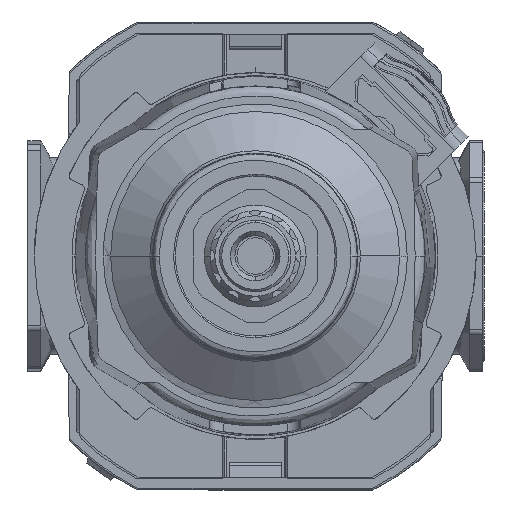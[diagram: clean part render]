
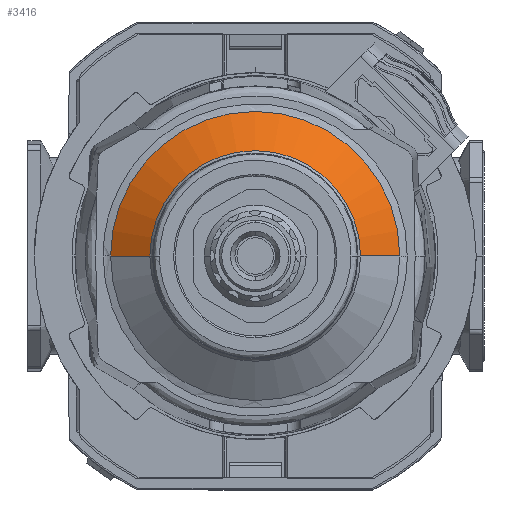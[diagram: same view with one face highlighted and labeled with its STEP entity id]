
A CAD part, front view. The second image highlights one B-rep face of the part: STEP entity #3416.
In plain terms, the highlighted conical face has half-angle 54.996 degrees and reference radius 22.24 mm.
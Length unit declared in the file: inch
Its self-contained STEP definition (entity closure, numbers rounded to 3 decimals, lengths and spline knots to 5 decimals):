
#2161 = EDGE_CURVE ( 'NONE', #2659, #6519, #30504, .T. ) ;
#2659 = VERTEX_POINT ( 'NONE', #35542 ) ;
#2833 = CARTESIAN_POINT ( 'NONE',  ( 0.87558, -4.11661, 0. ) ) ;
#3048 = ORIENTED_EDGE ( 'NONE', *, *, #33161, .T. ) ;
#3416 = ADVANCED_FACE ( 'NONE', ( #22391 ), #14245, .T. ) ;
#4269 = DIRECTION ( 'NONE',  ( 0., -1., 0. ) ) ;
#4730 = DIRECTION ( 'NONE',  ( -0.819, 0.574, 0. ) ) ;
#5697 = DIRECTION ( 'NONE',  ( -1., 0., 0. ) ) ;
#5946 = DIRECTION ( 'NONE',  ( 0., 1., 0. ) ) ;
#6479 = LINE ( 'NONE', #42839, #40414 ) ;
#6519 = VERTEX_POINT ( 'NONE', #29780 ) ;
#9934 = EDGE_CURVE ( 'NONE', #2659, #13967, #31760, .T. ) ;
#9937 = DIRECTION ( 'NONE',  ( 0.819, 0.574, 0. ) ) ;
#11194 = ORIENTED_EDGE ( 'NONE', *, *, #24557, .T. ) ;
#11370 = EDGE_LOOP ( 'NONE', ( #31487, #11194, #3048, #28809 ) ) ;
#13812 = CARTESIAN_POINT ( 'NONE',  ( 0.63777, -4.28315, 0. ) ) ;
#13967 = VERTEX_POINT ( 'NONE', #13812 ) ;
#14245 = CONICAL_SURFACE ( 'NONE', #16989, 0.87558, 0.96 ) ;
#15041 = CARTESIAN_POINT ( 'NONE',  ( 0., -4.11661, 0. ) ) ;
#15455 = DIRECTION ( 'NONE',  ( -1., 0., 0. ) ) ;
#16989 = AXIS2_PLACEMENT_3D ( 'NONE', #15041, #5946, #15455 ) ;
#20701 = AXIS2_PLACEMENT_3D ( 'NONE', #29078, #35350, #5697 ) ;
#21186 = CIRCLE ( 'NONE', #23976, 0.87558 ) ;
#22391 = FACE_OUTER_BOUND ( 'NONE', #11370, .T. ) ;
#23976 = AXIS2_PLACEMENT_3D ( 'NONE', #27671, #4269, #37612 ) ;
#24557 = EDGE_CURVE ( 'NONE', #13967, #40713, #6479, .T. ) ;
#27264 = CARTESIAN_POINT ( 'NONE',  ( -0.87558, -4.11661, 0. ) ) ;
#27671 = CARTESIAN_POINT ( 'NONE',  ( 0., -4.11661, 0. ) ) ;
#28809 = ORIENTED_EDGE ( 'NONE', *, *, #2161, .F. ) ;
#29078 = CARTESIAN_POINT ( 'NONE',  ( 0., -4.28315, 0. ) ) ;
#29756 = VECTOR ( 'NONE', #4730, 39.37008 ) ;
#29780 = CARTESIAN_POINT ( 'NONE',  ( -0.87558, -4.11661, 0. ) ) ;
#30504 = LINE ( 'NONE', #27264, #29756 ) ;
#31487 = ORIENTED_EDGE ( 'NONE', *, *, #9934, .T. ) ;
#31760 = CIRCLE ( 'NONE', #20701, 0.63777 ) ;
#33161 = EDGE_CURVE ( 'NONE', #40713, #6519, #21186, .T. ) ;
#35350 = DIRECTION ( 'NONE',  ( 0., 1., 0. ) ) ;
#35542 = CARTESIAN_POINT ( 'NONE',  ( -0.63777, -4.28315, 0. ) ) ;
#37612 = DIRECTION ( 'NONE',  ( 1., 0., 0. ) ) ;
#40414 = VECTOR ( 'NONE', #9937, 39.37008 ) ;
#40713 = VERTEX_POINT ( 'NONE', #2833 ) ;
#42839 = CARTESIAN_POINT ( 'NONE',  ( 0.87558, -4.11661, 0. ) ) ;
